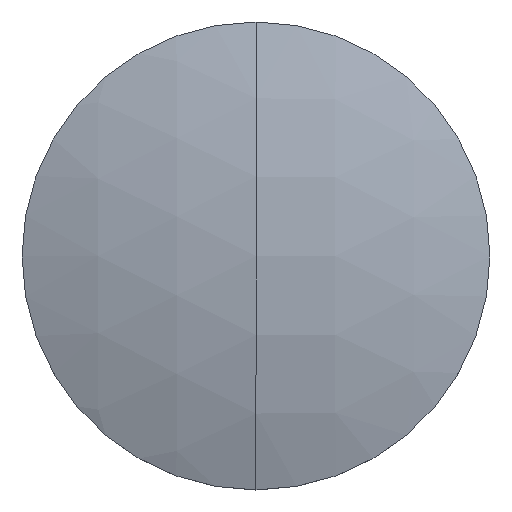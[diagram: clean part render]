
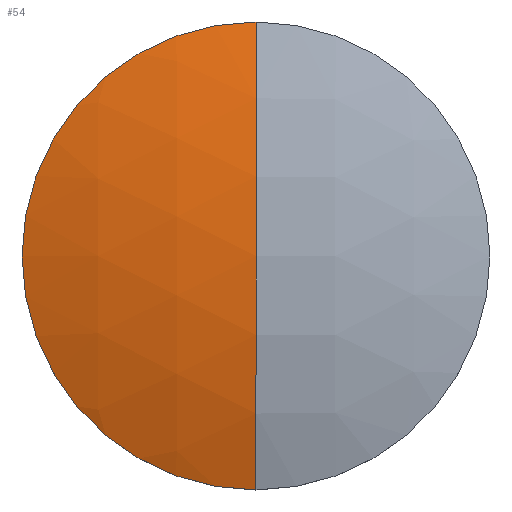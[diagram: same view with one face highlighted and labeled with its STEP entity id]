
A CAD part, top view. The second image highlights one B-rep face of the part: STEP entity #54.
In plain terms, the highlighted spherical face has radius 77.26 mm.
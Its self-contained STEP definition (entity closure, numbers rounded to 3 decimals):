
#4 = ORIENTED_EDGE ( 'NONE', *, *, #5, .T. ) ;
#5 = EDGE_CURVE ( 'NONE', #6, #7, #71, .T. ) ;
#6 = VERTEX_POINT ( 'NONE', #66 ) ;
#7 = VERTEX_POINT ( 'NONE', #65 ) ;
#8 = ORIENTED_EDGE ( 'NONE', *, *, #17, .T. ) ;
#17 = EDGE_CURVE ( 'NONE', #7, #40, #116, .T. ) ;
#39 = ORIENTED_EDGE ( 'NONE', *, *, #84, .F. ) ;
#40 = VERTEX_POINT ( 'NONE', #132 ) ;
#54 = ADVANCED_FACE ( 'NONE', ( #101 ), #187, .T. ) ;
#55 = EDGE_LOOP ( 'NONE', ( #4, #8, #39, #62 ) ) ;
#61 = VERTEX_POINT ( 'NONE', #186 ) ;
#62 = ORIENTED_EDGE ( 'NONE', *, *, #63, .T. ) ;
#63 = EDGE_CURVE ( 'NONE', #61, #6, #185, .T. ) ;
#65 = CARTESIAN_POINT ( 'NONE',  ( 0., -25.4, -0.65 ) ) ;
#66 = CARTESIAN_POINT ( 'NONE',  ( -25.4, 0., -0.65 ) ) ;
#67 = DIRECTION ( 'NONE',  ( 1., 0., 0. ) ) ;
#68 = DIRECTION ( 'NONE',  ( 0., 0., 1. ) ) ;
#69 = CARTESIAN_POINT ( 'NONE',  ( 0., 0., -0.65 ) ) ;
#70 = AXIS2_PLACEMENT_3D ( 'NONE', #69, #68, #67 ) ;
#71 = CIRCLE ( 'NONE', #70, 25.4 ) ;
#84 = EDGE_CURVE ( 'NONE', #61, #40, #179, .T. ) ;
#87 = DIRECTION ( 'NONE',  ( 0., -1., 0. ) ) ;
#89 = CARTESIAN_POINT ( 'NONE',  ( 0., 0., -73.615 ) ) ;
#96 = DIRECTION ( 'NONE',  ( -1., 0., 0. ) ) ;
#101 = FACE_OUTER_BOUND ( 'NONE', #55, .T. ) ;
#116 = CIRCLE ( 'NONE', #127, 77.26 ) ;
#127 = AXIS2_PLACEMENT_3D ( 'NONE', #89, #96, #87 ) ;
#132 = CARTESIAN_POINT ( 'NONE',  ( 0., 0., 3.645 ) ) ;
#176 = DIRECTION ( 'NONE',  ( 0., 0., -1. ) ) ;
#177 = DIRECTION ( 'NONE',  ( 1., 0., 0. ) ) ;
#178 = AXIS2_PLACEMENT_3D ( 'NONE', #193, #177, #176 ) ;
#179 = CIRCLE ( 'NONE', #178, 77.26 ) ;
#181 = DIRECTION ( 'NONE',  ( 0., 1., 0. ) ) ;
#182 = DIRECTION ( 'NONE',  ( -1., 0., 0. ) ) ;
#183 = CARTESIAN_POINT ( 'NONE',  ( 0., 0., -73.615 ) ) ;
#184 = AXIS2_PLACEMENT_3D ( 'NONE', #183, #182, #181 ) ;
#185 = CIRCLE ( 'NONE', #216, 25.4 ) ;
#186 = CARTESIAN_POINT ( 'NONE',  ( 0., 25.4, -0.65 ) ) ;
#187 = SPHERICAL_SURFACE ( 'NONE', #184, 77.26 ) ;
#193 = CARTESIAN_POINT ( 'NONE',  ( 0., 0., -73.615 ) ) ;
#213 = DIRECTION ( 'NONE',  ( 1., 0., 0. ) ) ;
#214 = DIRECTION ( 'NONE',  ( 0., 0., 1. ) ) ;
#215 = CARTESIAN_POINT ( 'NONE',  ( 0., 0., -0.65 ) ) ;
#216 = AXIS2_PLACEMENT_3D ( 'NONE', #215, #214, #213 ) ;
